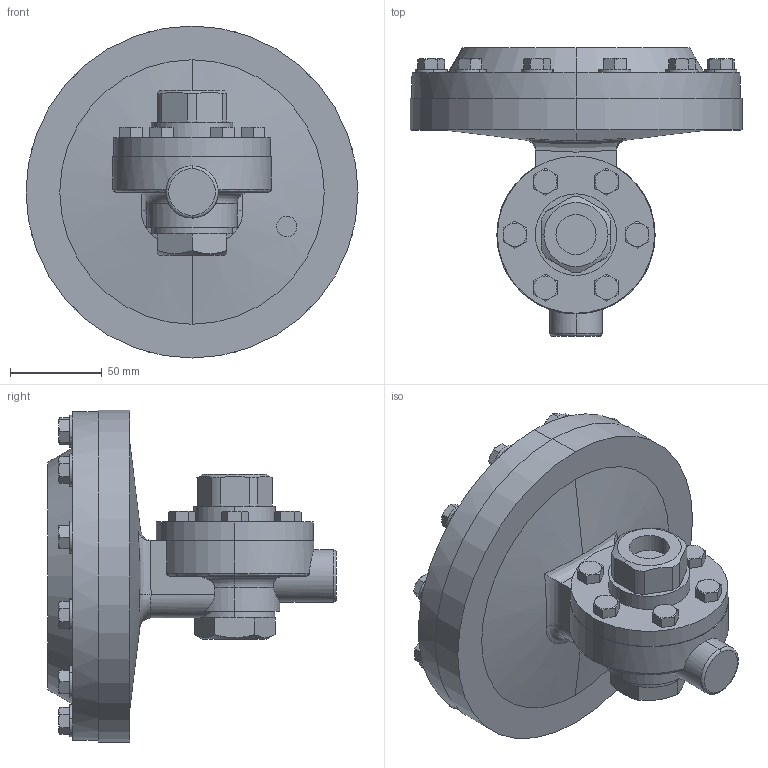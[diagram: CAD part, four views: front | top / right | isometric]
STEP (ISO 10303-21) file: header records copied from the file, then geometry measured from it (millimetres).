
FILE_DESCRIPTION (( 'STEP AP203' ), '1' );
FILE_NAME ('56-050-CS+S6-SW.step', '2017-10-04T15:16:52', ( '' ), ( '' ), 'SwSTEP 2.0', 'SolidWorks 2014', '' );
FILE_SCHEMA (( 'CONFIG_CONTROL_DESIGN' ));
Length unit declared in the file: inch
Products named in the file (1): 56-050-CS+S6-SW
Bounding box: 181.1 x 157.31 x 181.1 mm (x, y, z)
Volume: 1160986.2 mm3; surface area: 144516.5 mm2
Topology: 1 solids, 1 shells, 426 faces, 1004 edges, 616 vertices
Faces by surface type: plane 208, cone 124, cylinder 73, torus 15, bspline 6
Entity records: 13880 total; most frequent: CARTESIAN_POINT 4306, ORIENTED_EDGE 2008, DIRECTION 1934, EDGE_CURVE 1004, AXIS2_PLACEMENT_3D 779, VERTEX_POINT 616, EDGE_LOOP 462, ADVANCED_FACE 426
